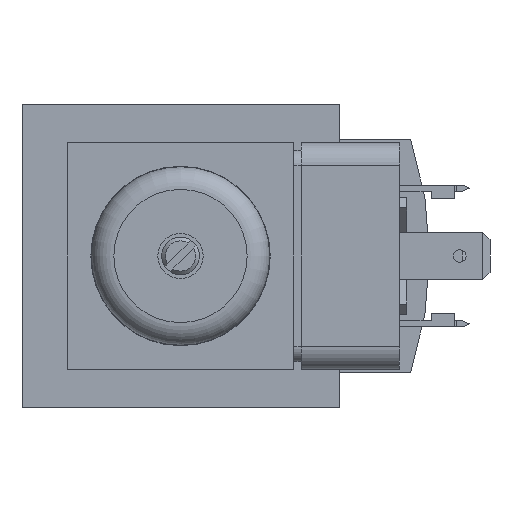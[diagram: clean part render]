
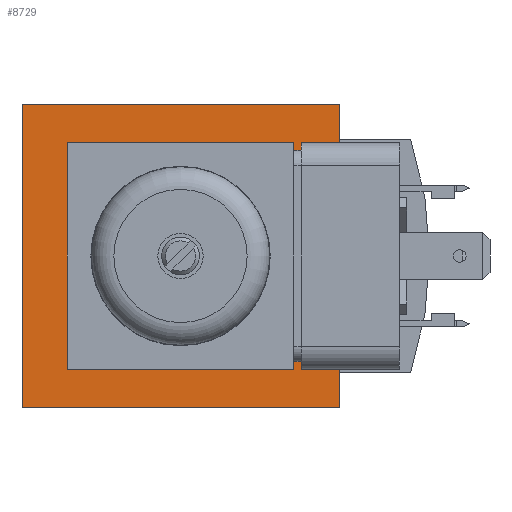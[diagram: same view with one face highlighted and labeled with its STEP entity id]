
A CAD part, front view. The second image highlights one B-rep face of the part: STEP entity #8729.
In plain terms, the highlighted planar face has unit normal (0, -1, 0).
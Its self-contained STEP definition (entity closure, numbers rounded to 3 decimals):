
#156=PLANE('',#10919);
#511=LINE('',#14190,#1490);
#617=LINE('',#14412,#1596);
#632=LINE('',#14450,#1611);
#678=LINE('',#14568,#1657);
#1490=VECTOR('',#11616,1000.);
#1596=VECTOR('',#11788,1000.);
#1611=VECTOR('',#11817,1000.);
#1657=VECTOR('',#11905,1000.);
#2992=ORIENTED_EDGE('',*,*,#5374,.F.);
#2993=ORIENTED_EDGE('',*,*,#5045,.F.);
#2994=ORIENTED_EDGE('',*,*,#5159,.F.);
#2995=ORIENTED_EDGE('',*,*,#5238,.F.);
#2996=ORIENTED_EDGE('',*,*,#5179,.F.);
#5045=EDGE_CURVE('',#6308,#6309,#511,.T.);
#5159=EDGE_CURVE('',#6391,#6308,#617,.T.);
#5179=EDGE_CURVE('',#6309,#6408,#632,.T.);
#5238=EDGE_CURVE('',#6408,#6391,#678,.T.);
#5374=EDGE_CURVE('',#6567,#6567,#7171,.T.);
#6308=VERTEX_POINT('',#14189);
#6309=VERTEX_POINT('',#14191);
#6391=VERTEX_POINT('',#14411);
#6408=VERTEX_POINT('',#14451);
#6567=VERTEX_POINT('',#14839);
#7171=CIRCLE('',#10920,7.33);
#7441=EDGE_LOOP('',(#2992));
#7442=EDGE_LOOP('',(#2993,#2994,#2995,#2996));
#8046=FACE_BOUND('',#7441,.T.);
#8047=FACE_BOUND('',#7442,.T.);
#8729=ADVANCED_FACE('',(#8046,#8047),#156,.F.);
#10919=AXIS2_PLACEMENT_3D('',#14837,#12128,#12129);
#10920=AXIS2_PLACEMENT_3D('',#14838,#12130,#12131);
#11616=DIRECTION('',(0.,0.,1.));
#11788=DIRECTION('',(-1.,0.,0.));
#11817=DIRECTION('',(1.,0.,0.));
#11905=DIRECTION('',(0.,0.,-1.));
#12128=DIRECTION('',(0.,1.,0.));
#12129=DIRECTION('',(0.,0.,1.));
#12130=DIRECTION('',(0.,-1.,0.));
#12131=DIRECTION('',(0.,0.,-1.));
#14189=CARTESIAN_POINT('',(-21.,-31.5,-20.1));
#14190=CARTESIAN_POINT('',(-21.,-31.5,-20.1));
#14191=CARTESIAN_POINT('',(-21.,-31.5,20.1));
#14411=CARTESIAN_POINT('',(21.,-31.5,-20.1));
#14412=CARTESIAN_POINT('',(21.,-31.5,-20.1));
#14450=CARTESIAN_POINT('',(-21.,-31.5,20.1));
#14451=CARTESIAN_POINT('',(21.,-31.5,20.1));
#14568=CARTESIAN_POINT('',(21.,-31.5,20.1));
#14837=CARTESIAN_POINT('',(0.,-31.5,0.));
#14838=CARTESIAN_POINT('',(0.,-31.5,0.));
#14839=CARTESIAN_POINT('',(0.,-31.5,-7.33));
